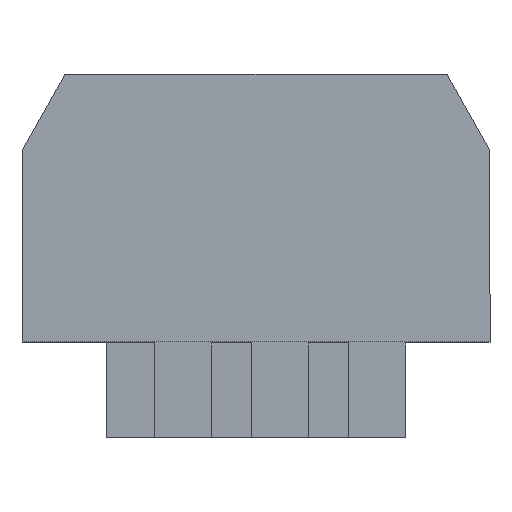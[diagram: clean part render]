
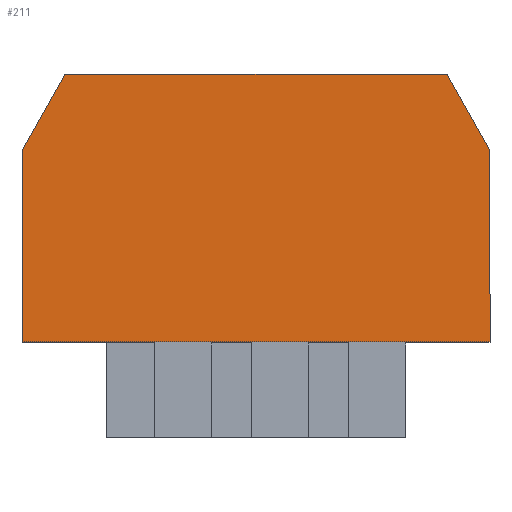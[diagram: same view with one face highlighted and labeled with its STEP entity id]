
A CAD part, top view. The second image highlights one B-rep face of the part: STEP entity #211.
In plain terms, the highlighted planar face has unit normal (0, 0, 1).
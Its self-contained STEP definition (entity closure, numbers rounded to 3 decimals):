
#18 = ORIENTED_EDGE ( 'NONE', *, *, #2394, .F. ) ;
#55 = VERTEX_POINT ( 'NONE', #2220 ) ;
#66 = LINE ( 'NONE', #417, #640 ) ;
#79 = VERTEX_POINT ( 'NONE', #935 ) ;
#133 = ORIENTED_EDGE ( 'NONE', *, *, #2365, .F. ) ;
#211 = ADVANCED_FACE ( 'NONE', ( #2221 ), #1761, .T. ) ;
#417 = CARTESIAN_POINT ( 'NONE',  ( 0., 3.5, 3. ) ) ;
#421 = VECTOR ( 'NONE', #818, 1000. ) ;
#447 = EDGE_CURVE ( 'NONE', #55, #79, #1075, .T. ) ;
#467 = VERTEX_POINT ( 'NONE', #2978 ) ;
#485 = CARTESIAN_POINT ( 'NONE',  ( -6.125, 1.5, 3. ) ) ;
#537 = ORIENTED_EDGE ( 'NONE', *, *, #1444, .T. ) ;
#551 = ORIENTED_EDGE ( 'NONE', *, *, #447, .T. ) ;
#640 = VECTOR ( 'NONE', #1204, 1000. ) ;
#737 = EDGE_LOOP ( 'NONE', ( #133, #1169, #551, #537, #18, #1626 ) ) ;
#805 = LINE ( 'NONE', #2804, #1866 ) ;
#818 = DIRECTION ( 'NONE',  ( 0., 1., 0. ) ) ;
#901 = LINE ( 'NONE', #2658, #2051 ) ;
#935 = CARTESIAN_POINT ( 'NONE',  ( 6.125, 1.5, 3. ) ) ;
#1075 = LINE ( 'NONE', #3018, #421 ) ;
#1169 = ORIENTED_EDGE ( 'NONE', *, *, #2282, .T. ) ;
#1204 = DIRECTION ( 'NONE',  ( 1., 0., 0. ) ) ;
#1298 = LINE ( 'NONE', #1396, #1726 ) ;
#1396 = CARTESIAN_POINT ( 'NONE',  ( 0., -3.5, 3. ) ) ;
#1444 = EDGE_CURVE ( 'NONE', #79, #467, #805, .T. ) ;
#1504 = AXIS2_PLACEMENT_3D ( 'NONE', #2791, #1517, #2010 ) ;
#1517 = DIRECTION ( 'NONE',  ( 0., 0., 1. ) ) ;
#1577 = VERTEX_POINT ( 'NONE', #1847 ) ;
#1626 = ORIENTED_EDGE ( 'NONE', *, *, #2755, .F. ) ;
#1638 = VERTEX_POINT ( 'NONE', #2616 ) ;
#1726 = VECTOR ( 'NONE', #2408, 1000. ) ;
#1740 = VERTEX_POINT ( 'NONE', #485 ) ;
#1761 = PLANE ( 'NONE',  #1504 ) ;
#1781 = DIRECTION ( 'NONE',  ( -0.49, 0.872, 0. ) ) ;
#1847 = CARTESIAN_POINT ( 'NONE',  ( -5., 3.5, 3. ) ) ;
#1866 = VECTOR ( 'NONE', #1781, 1000. ) ;
#2010 = DIRECTION ( 'NONE',  ( 1., 0., 0. ) ) ;
#2051 = VECTOR ( 'NONE', #2634, 1000. ) ;
#2077 = VECTOR ( 'NONE', #2133, 1000. ) ;
#2133 = DIRECTION ( 'NONE',  ( 0.49, 0.872, 0. ) ) ;
#2220 = CARTESIAN_POINT ( 'NONE',  ( 6.125, -3.5, 3. ) ) ;
#2221 = FACE_OUTER_BOUND ( 'NONE', #737, .T. ) ;
#2282 = EDGE_CURVE ( 'NONE', #1638, #55, #1298, .T. ) ;
#2365 = EDGE_CURVE ( 'NONE', #1638, #1740, #901, .T. ) ;
#2394 = EDGE_CURVE ( 'NONE', #1577, #467, #66, .T. ) ;
#2408 = DIRECTION ( 'NONE',  ( 1., 0., 0. ) ) ;
#2616 = CARTESIAN_POINT ( 'NONE',  ( -6.125, -3.5, 3. ) ) ;
#2634 = DIRECTION ( 'NONE',  ( 0., 1., 0. ) ) ;
#2658 = CARTESIAN_POINT ( 'NONE',  ( -6.125, 0., 3. ) ) ;
#2676 = CARTESIAN_POINT ( 'NONE',  ( -5.294, 2.978, 3. ) ) ;
#2755 = EDGE_CURVE ( 'NONE', #1740, #1577, #2966, .T. ) ;
#2791 = CARTESIAN_POINT ( 'NONE',  ( 0., 0., 3. ) ) ;
#2804 = CARTESIAN_POINT ( 'NONE',  ( 5.294, 2.978, 3. ) ) ;
#2966 = LINE ( 'NONE', #2676, #2077 ) ;
#2978 = CARTESIAN_POINT ( 'NONE',  ( 5., 3.5, 3. ) ) ;
#3018 = CARTESIAN_POINT ( 'NONE',  ( 6.125, 0., 3. ) ) ;
